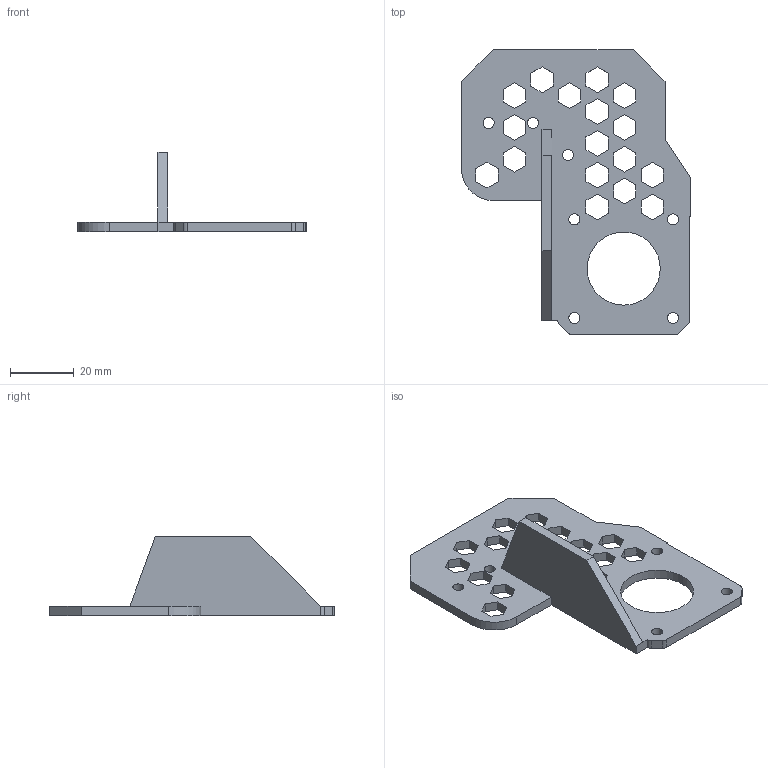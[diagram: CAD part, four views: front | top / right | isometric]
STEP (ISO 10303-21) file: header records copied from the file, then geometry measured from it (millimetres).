
FILE_DESCRIPTION (( 'STEP AP214' ), '1' );
FILE_NAME ('bmg_bs1.STEP', '2024-12-15T14:27:15', ( '' ), ( '' ), 'SwSTEP 2.0', 'SolidWorks 2024', '' );
FILE_SCHEMA (( 'AUTOMOTIVE_DESIGN' ));
Length unit declared in the file: millimetre
Products named in the file (1): bmg_bs1
Bounding box: 72 x 89.6 x 25 mm (x, y, z)
Volume: 14188.5 mm3; surface area: 12108.1 mm2
Topology: 1 solids, 1 shells, 144 faces, 425 edges, 283 vertices
Faces by surface type: plane 123, cylinder 21
Entity records: 4866 total; most frequent: CARTESIAN_POINT 853, ORIENTED_EDGE 850, DIRECTION 757, EDGE_CURVE 425, LINE 383, VECTOR 383, VERTEX_POINT 283, EDGE_LOOP 194
